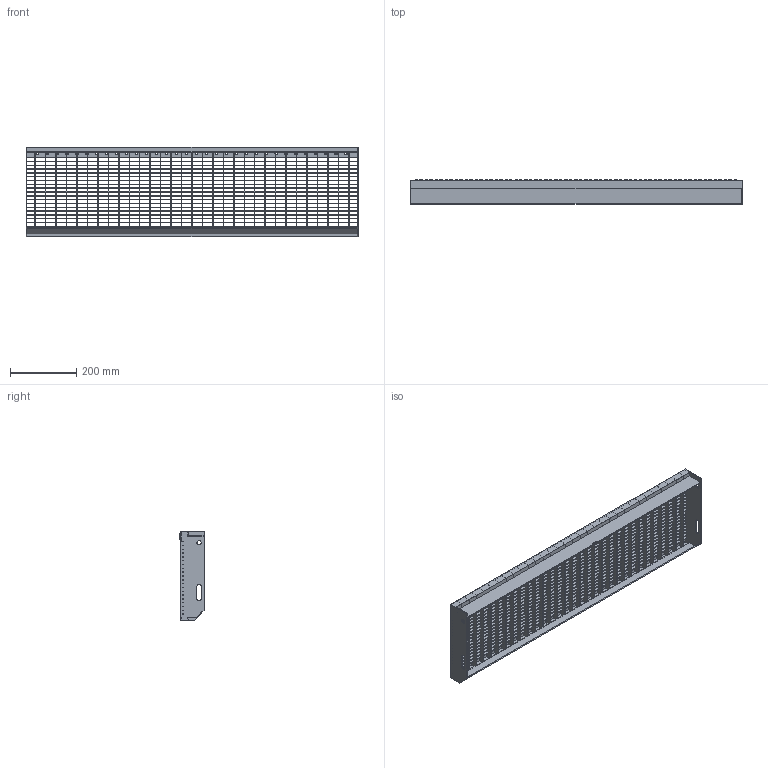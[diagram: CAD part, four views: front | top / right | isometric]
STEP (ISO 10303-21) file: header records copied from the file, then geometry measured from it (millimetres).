
FILE_DESCRIPTION (( 'STEP AP203' ), '1' );
FILE_NAME ('40.1002731.7.step', '2015-10-04T07:11:55', ( '' ), ( '' ), 'SwSTEP 2.0', 'SolidWorks 2015', '' );
FILE_SCHEMA (( 'CONFIG_CONTROL_DESIGN' ));
Length unit declared in the file: millimetre
Products named in the file (1): 40.1002731.7
Bounding box: 1000 x 72.67 x 270 mm (x, y, z)
Volume: 981810.3 mm3; surface area: 1207378.4 mm2
Topology: 43 solids, 43 shells, 995 faces, 2474 edges, 1632 vertices
Faces by surface type: plane 645, cylinder 140, cone 130, bspline 80
Entity records: 34465 total; most frequent: CARTESIAN_POINT 10398, ORIENTED_EDGE 4948, DIRECTION 4702, EDGE_CURVE 2474, VECTOR 1758, LINE 1758, VERTEX_POINT 1632, AXIS2_PLACEMENT_3D 1472
